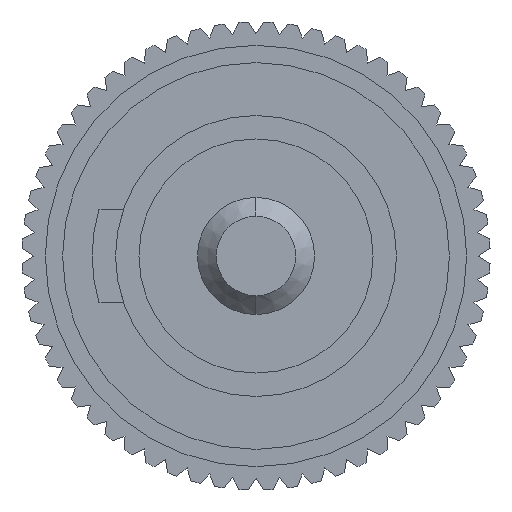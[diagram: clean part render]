
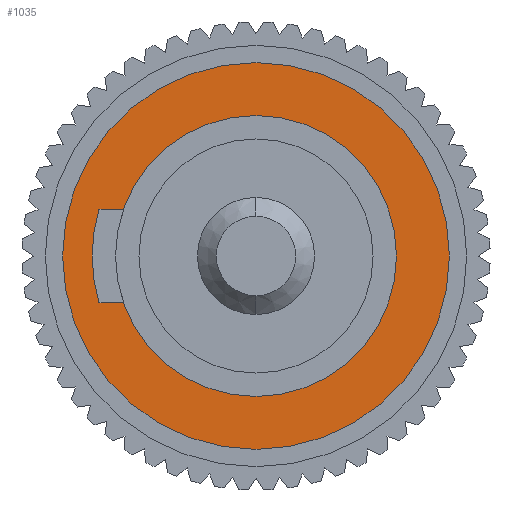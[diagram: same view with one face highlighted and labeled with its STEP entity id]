
A CAD part, left-side view. The second image highlights one B-rep face of the part: STEP entity #1035.
In plain terms, the highlighted face is planar.
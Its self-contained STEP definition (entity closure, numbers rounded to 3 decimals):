
#769 = DIRECTION ( 'NONE',  ( -1., 0., 0. ) ) ;
#815 = CARTESIAN_POINT ( 'NONE',  ( 0., 0., 50.5 ) ) ;
#1035 = ADVANCED_FACE ( 'NONE', ( #1275, #45278 ), #42116, .T. ) ;
#1275 = FACE_OUTER_BOUND ( 'NONE', #33722, .T. ) ;
#2270 = EDGE_CURVE ( 'NONE', #35028, #3698, #7610, .T. ) ;
#2311 = VERTEX_POINT ( 'NONE', #4139 ) ;
#3698 = VERTEX_POINT ( 'NONE', #38695 ) ;
#4139 = CARTESIAN_POINT ( 'NONE',  ( -4.13, 0., 50.5 ) ) ;
#6172 = DIRECTION ( 'NONE',  ( 0., 0., 1. ) ) ;
#7610 = CIRCLE ( 'NONE', #29160, 3. ) ;
#7867 = CIRCLE ( 'NONE', #15575, 3. ) ;
#11989 = CARTESIAN_POINT ( 'NONE',  ( 0., 0., 50.5 ) ) ;
#12695 = CIRCLE ( 'NONE', #41816, 4.13 ) ;
#15575 = AXIS2_PLACEMENT_3D ( 'NONE', #11989, #38422, #45387 ) ;
#17251 = DIRECTION ( 'NONE',  ( 1., 0., 0. ) ) ;
#17564 = ORIENTED_EDGE ( 'NONE', *, *, #2270, .T. ) ;
#17812 = EDGE_CURVE ( 'NONE', #2311, #29840, #41410, .T. ) ;
#20098 = DIRECTION ( 'NONE',  ( 1., 0., 0. ) ) ;
#20673 = CARTESIAN_POINT ( 'NONE',  ( 4.13, 0., 50.5 ) ) ;
#21111 = CARTESIAN_POINT ( 'NONE',  ( 0., 0., 50.5 ) ) ;
#21244 = ORIENTED_EDGE ( 'NONE', *, *, #35853, .T. ) ;
#22455 = DIRECTION ( 'NONE',  ( 0., 0., -1. ) ) ;
#27416 = CARTESIAN_POINT ( 'NONE',  ( 0., 0., 50.5 ) ) ;
#27627 = EDGE_LOOP ( 'NONE', ( #17564, #21244 ) ) ;
#29160 = AXIS2_PLACEMENT_3D ( 'NONE', #37587, #22455, #769 ) ;
#29840 = VERTEX_POINT ( 'NONE', #20673 ) ;
#32483 = ORIENTED_EDGE ( 'NONE', *, *, #38116, .T. ) ;
#33722 = EDGE_LOOP ( 'NONE', ( #32483, #36621 ) ) ;
#33803 = DIRECTION ( 'NONE',  ( 0., 0., 1. ) ) ;
#35028 = VERTEX_POINT ( 'NONE', #43073 ) ;
#35335 = DIRECTION ( 'NONE',  ( 0., 0., 1. ) ) ;
#35853 = EDGE_CURVE ( 'NONE', #3698, #35028, #7867, .T. ) ;
#36621 = ORIENTED_EDGE ( 'NONE', *, *, #17812, .T. ) ;
#37587 = CARTESIAN_POINT ( 'NONE',  ( 0., 0., 50.5 ) ) ;
#38116 = EDGE_CURVE ( 'NONE', #29840, #2311, #12695, .T. ) ;
#38422 = DIRECTION ( 'NONE',  ( 0., 0., -1. ) ) ;
#38695 = CARTESIAN_POINT ( 'NONE',  ( 3., 0., 50.5 ) ) ;
#38895 = DIRECTION ( 'NONE',  ( 1., 0., 0. ) ) ;
#41410 = CIRCLE ( 'NONE', #43733, 4.13 ) ;
#41816 = AXIS2_PLACEMENT_3D ( 'NONE', #27416, #35335, #38895 ) ;
#42116 = PLANE ( 'NONE',  #44310 ) ;
#43073 = CARTESIAN_POINT ( 'NONE',  ( -3., 0., 50.5 ) ) ;
#43733 = AXIS2_PLACEMENT_3D ( 'NONE', #21111, #6172, #17251 ) ;
#44310 = AXIS2_PLACEMENT_3D ( 'NONE', #815, #33803, #20098 ) ;
#45278 = FACE_BOUND ( 'NONE', #27627, .T. ) ;
#45387 = DIRECTION ( 'NONE',  ( -1., 0., 0. ) ) ;
